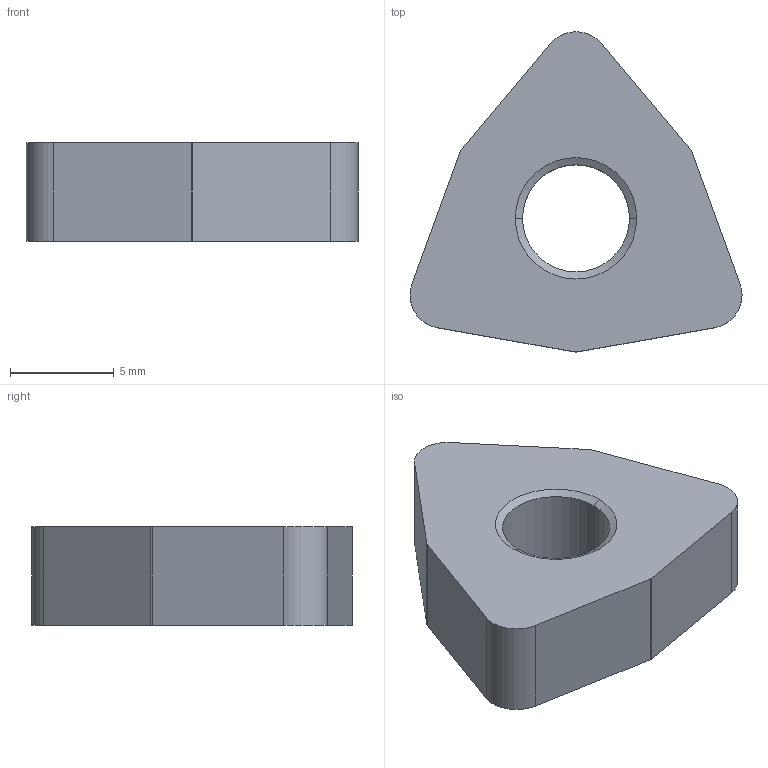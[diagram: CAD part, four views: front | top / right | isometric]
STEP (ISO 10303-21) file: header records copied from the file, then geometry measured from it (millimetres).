
FILE_DESCRIPTION((''),'2;1');
FILE_NAME('201-007-000_C_QU1','2018-05-30T',('holzhauserl'),(''),'CREO PARAMETRIC BY PTC INC, 2016380','CREO PARAMETRIC BY PTC INC, 2016380','');
FILE_SCHEMA(('AUTOMOTIVE_DESIGN { 1 0 10303 214 1 1 1 1 }'));
Length unit declared in the file: millimetre
Products named in the file (1): 201-007-000_C_QU1
Bounding box: 16 x 15.43 x 4.76 mm (x, y, z)
Volume: 675.4 mm3; surface area: 590.3 mm2
Topology: 1 solids, 1 shells, 20 faces, 64 edges, 46 vertices
Faces by surface type: plane 8, cylinder 8, cone 4
Entity records: 1271 total; most frequent: DIRECTION 150, CARTESIAN_POINT 129, ORIENTED_EDGE 100, PRESENTATION_STYLE_ASSIGNMENT 78, STYLED_ITEM 78, CURVE_STYLE 76, AXIS2_PLACEMENT_3D 55, EDGE_CURVE 50
